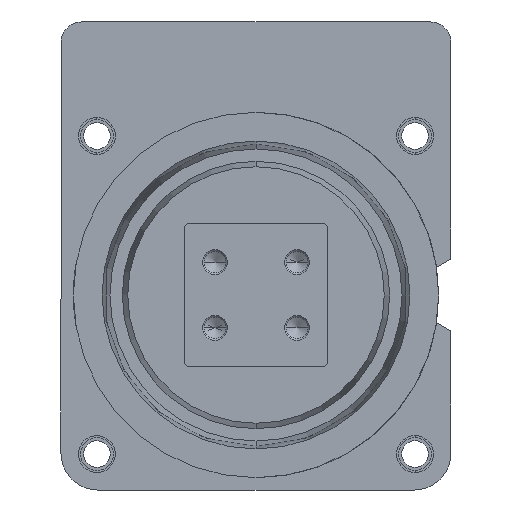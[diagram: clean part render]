
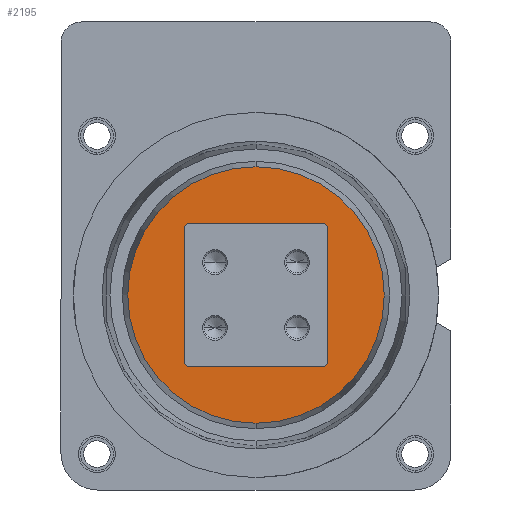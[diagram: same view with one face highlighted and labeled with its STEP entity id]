
A CAD part, front view. The second image highlights one B-rep face of the part: STEP entity #2195.
In plain terms, the highlighted planar face has unit normal (0, -1, 0).
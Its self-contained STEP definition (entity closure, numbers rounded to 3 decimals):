
#63 = ORIENTED_EDGE ( 'NONE', *, *, #10300, .T. ) ;
#473 = DIRECTION ( 'NONE',  ( 0., 0., -1. ) ) ;
#527 = CARTESIAN_POINT ( 'NONE',  ( 32., -168., -35. ) ) ;
#753 = VERTEX_POINT ( 'NONE', #4123 ) ;
#1492 = CARTESIAN_POINT ( 'NONE',  ( 0., -168., 62.488 ) ) ;
#1494 = VECTOR ( 'NONE', #4245, 1000. ) ;
#1572 = AXIS2_PLACEMENT_3D ( 'NONE', #1936, #10411, #3164 ) ;
#1615 = AXIS2_PLACEMENT_3D ( 'NONE', #10351, #3107, #11573 ) ;
#1639 = AXIS2_PLACEMENT_3D ( 'NONE', #10295, #3050, #11513 ) ;
#1687 = AXIS2_PLACEMENT_3D ( 'NONE', #12708, #5424, #13935 ) ;
#1775 = ORIENTED_EDGE ( 'NONE', *, *, #10331, .T. ) ;
#1917 = AXIS2_PLACEMENT_3D ( 'NONE', #11352, #4080, #12598 ) ;
#1930 = CARTESIAN_POINT ( 'NONE',  ( 32., -168., 35. ) ) ;
#1936 = CARTESIAN_POINT ( 'NONE',  ( 32., -168., 32. ) ) ;
#2121 = CARTESIAN_POINT ( 'NONE',  ( -35., -168., 32. ) ) ;
#2124 = AXIS2_PLACEMENT_3D ( 'NONE', #9971, #11187, #3913 ) ;
#2195 = ADVANCED_FACE ( 'NONE', ( #4932, #11378 ), #8762, .F. ) ;
#2251 = CIRCLE ( 'NONE', #1687, 3. ) ;
#2357 = CARTESIAN_POINT ( 'NONE',  ( 0., -168., -62.488 ) ) ;
#2525 = VERTEX_POINT ( 'NONE', #8911 ) ;
#2893 = CARTESIAN_POINT ( 'NONE',  ( 35., -168., 0. ) ) ;
#3034 = ORIENTED_EDGE ( 'NONE', *, *, #10358, .F. ) ;
#3050 = DIRECTION ( 'NONE',  ( 0., 1., 0. ) ) ;
#3107 = DIRECTION ( 'NONE',  ( 0., 1., 0. ) ) ;
#3164 = DIRECTION ( 'NONE',  ( 0., 0., 1. ) ) ;
#3496 = DIRECTION ( 'NONE',  ( 0., 1., 0. ) ) ;
#3913 = DIRECTION ( 'NONE',  ( 0., 0., 1. ) ) ;
#4080 = DIRECTION ( 'NONE',  ( 0., 1., 0. ) ) ;
#4123 = CARTESIAN_POINT ( 'NONE',  ( -35., -168., -32. ) ) ;
#4190 = CARTESIAN_POINT ( 'NONE',  ( 0., -168., -35. ) ) ;
#4245 = DIRECTION ( 'NONE',  ( -1., 0., 0. ) ) ;
#4492 = ORIENTED_EDGE ( 'NONE', *, *, #10284, .T. ) ;
#4658 = EDGE_LOOP ( 'NONE', ( #4492, #63, #6628, #1775, #4974, #7241, #3034, #14541 ) ) ;
#4932 = FACE_BOUND ( 'NONE', #4658, .T. ) ;
#4974 = ORIENTED_EDGE ( 'NONE', *, *, #10354, .F. ) ;
#5050 = AXIS2_PLACEMENT_3D ( 'NONE', #10753, #3496, #11972 ) ;
#5424 = DIRECTION ( 'NONE',  ( 0., 1., 0. ) ) ;
#5757 = CARTESIAN_POINT ( 'NONE',  ( 35., -168., -32. ) ) ;
#5811 = EDGE_LOOP ( 'NONE', ( #14389, #10668 ) ) ;
#5816 = VERTEX_POINT ( 'NONE', #7869 ) ;
#5864 = CARTESIAN_POINT ( 'NONE',  ( -32., -168., -35. ) ) ;
#6179 = VERTEX_POINT ( 'NONE', #5757 ) ;
#6628 = ORIENTED_EDGE ( 'NONE', *, *, #10307, .T. ) ;
#6717 = CARTESIAN_POINT ( 'NONE',  ( -35., -168., 0. ) ) ;
#7241 = ORIENTED_EDGE ( 'NONE', *, *, #10356, .T. ) ;
#7869 = CARTESIAN_POINT ( 'NONE',  ( 35., -168., 32. ) ) ;
#7921 = VERTEX_POINT ( 'NONE', #2121 ) ;
#7941 = LINE ( 'NONE', #6717, #11150 ) ;
#8640 = VERTEX_POINT ( 'NONE', #5864 ) ;
#8689 = VECTOR ( 'NONE', #473, 1000. ) ;
#8721 = VERTEX_POINT ( 'NONE', #1492 ) ;
#8762 = PLANE ( 'NONE',  #2124 ) ;
#8911 = CARTESIAN_POINT ( 'NONE',  ( -32., -168., 35. ) ) ;
#8955 = EDGE_CURVE ( 'NONE', #8721, #15796, #15831, .T. ) ;
#9458 = LINE ( 'NONE', #2893, #8689 ) ;
#9622 = VERTEX_POINT ( 'NONE', #527 ) ;
#9971 = CARTESIAN_POINT ( 'NONE',  ( 0., -168., 0. ) ) ;
#10246 = DIRECTION ( 'NONE',  ( -1., 0., 0. ) ) ;
#10265 = EDGE_CURVE ( 'NONE', #15796, #8721, #12696, .T. ) ;
#10284 = EDGE_CURVE ( 'NONE', #5816, #6179, #9458, .T. ) ;
#10295 = CARTESIAN_POINT ( 'NONE',  ( -32., -168., -32. ) ) ;
#10300 = EDGE_CURVE ( 'NONE', #6179, #9622, #2251, .T. ) ;
#10307 = EDGE_CURVE ( 'NONE', #9622, #8640, #11924, .T. ) ;
#10331 = EDGE_CURVE ( 'NONE', #8640, #753, #14793, .T. ) ;
#10351 = CARTESIAN_POINT ( 'NONE',  ( -32., -168., 32. ) ) ;
#10354 = EDGE_CURVE ( 'NONE', #7921, #753, #7941, .T. ) ;
#10356 = EDGE_CURVE ( 'NONE', #7921, #2525, #15194, .T. ) ;
#10358 = EDGE_CURVE ( 'NONE', #15345, #2525, #14422, .T. ) ;
#10377 = EDGE_CURVE ( 'NONE', #15345, #5816, #10785, .T. ) ;
#10411 = DIRECTION ( 'NONE',  ( 0., 1., 0. ) ) ;
#10668 = ORIENTED_EDGE ( 'NONE', *, *, #10265, .F. ) ;
#10753 = CARTESIAN_POINT ( 'NONE',  ( 0., -168., 0. ) ) ;
#10785 = CIRCLE ( 'NONE', #1572, 3. ) ;
#11150 = VECTOR ( 'NONE', #13996, 1000. ) ;
#11187 = DIRECTION ( 'NONE',  ( 0., 1., 0. ) ) ;
#11352 = CARTESIAN_POINT ( 'NONE',  ( 0., -168., 0. ) ) ;
#11378 = FACE_OUTER_BOUND ( 'NONE', #5811, .T. ) ;
#11513 = DIRECTION ( 'NONE',  ( 0., 0., 1. ) ) ;
#11533 = VECTOR ( 'NONE', #10246, 1000. ) ;
#11573 = DIRECTION ( 'NONE',  ( 0., 0., 1. ) ) ;
#11924 = LINE ( 'NONE', #4190, #11533 ) ;
#11972 = DIRECTION ( 'NONE',  ( 0., 0., 1. ) ) ;
#12598 = DIRECTION ( 'NONE',  ( 0., 0., 1. ) ) ;
#12696 = CIRCLE ( 'NONE', #1917, 62.488 ) ;
#12708 = CARTESIAN_POINT ( 'NONE',  ( 32., -168., -32. ) ) ;
#13935 = DIRECTION ( 'NONE',  ( 0., 0., 1. ) ) ;
#13996 = DIRECTION ( 'NONE',  ( 0., 0., -1. ) ) ;
#14389 = ORIENTED_EDGE ( 'NONE', *, *, #8955, .F. ) ;
#14422 = LINE ( 'NONE', #15237, #1494 ) ;
#14541 = ORIENTED_EDGE ( 'NONE', *, *, #10377, .T. ) ;
#14793 = CIRCLE ( 'NONE', #1639, 3. ) ;
#15194 = CIRCLE ( 'NONE', #1615, 3. ) ;
#15237 = CARTESIAN_POINT ( 'NONE',  ( 0., -168., 35. ) ) ;
#15345 = VERTEX_POINT ( 'NONE', #1930 ) ;
#15796 = VERTEX_POINT ( 'NONE', #2357 ) ;
#15831 = CIRCLE ( 'NONE', #5050, 62.488 ) ;
